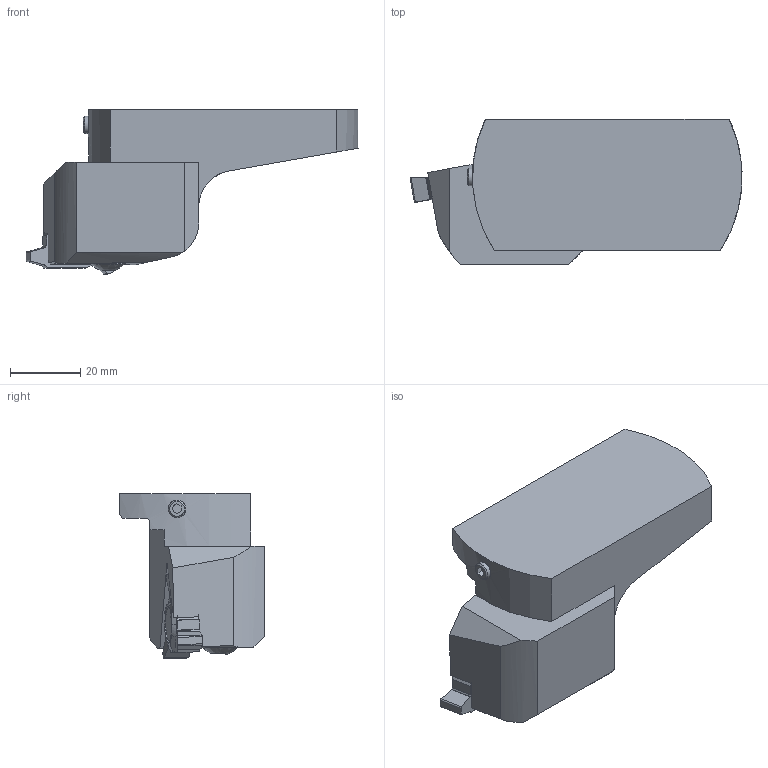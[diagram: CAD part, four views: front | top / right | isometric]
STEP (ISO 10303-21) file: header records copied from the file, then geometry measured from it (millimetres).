
FILE_DESCRIPTION(/* description */ (''),/* implementation_level */ '2;1');
FILE_NAME(/* name */ '1590637367296.stp',/* time_stamp */ '2020-05-28T09:13:06+06:00',/* author */ (''),/* organization */ ('SMS'),/* preprocessor_version */ 'ST-DEVELOPER v16.7',/* originating_system */ 'SIEMENS PLM Software NX 12.0',/* authorisation */ '');
FILE_SCHEMA (('AUTOMOTIVE_DESIGN { 1 0 10303 214 3 1 1 1 }'));
Length unit declared in the file: millimetre
Products named in the file (4): ASSEMBLY_CONSTRUCTION; 201539457mod000_01; 202717408mod000_00; 202717407mod000_00
Assembly tree (3 placements, depth 2):
  202717407mod000_00
    202717408mod000_00
    201539457mod000_01
    ASSEMBLY_CONSTRUCTION
Bounding box: 94.8 x 41.5 x 47.04 mm (x, y, z)
Volume: 70775.8 mm3; surface area: 14424.2 mm2
Topology: 2 solids, 2 shells, 164 faces, 455 edges, 308 vertices
Faces by surface type: plane 100, cylinder 31, cone 16, bspline 13, torus 4
Full cylindrical faces by diameter (mm): 6.5 x2, 9.521 x1
Entity records: 5828 total; most frequent: CARTESIAN_POINT 1582, ORIENTED_EDGE 868, DIRECTION 815, EDGE_CURVE 434, VERTEX_POINT 291, AXIS2_PLACEMENT_3D 277, LINE 261, VECTOR 261
